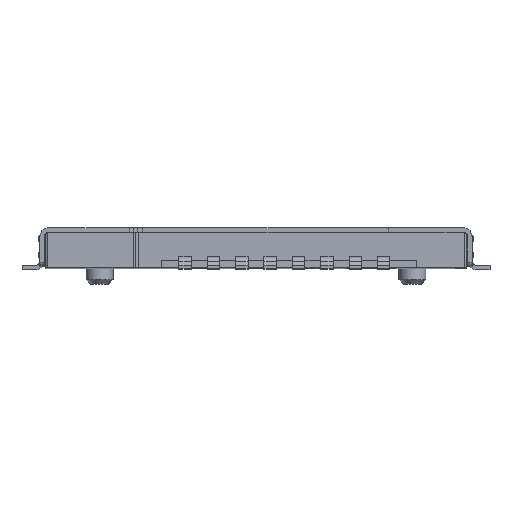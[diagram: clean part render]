
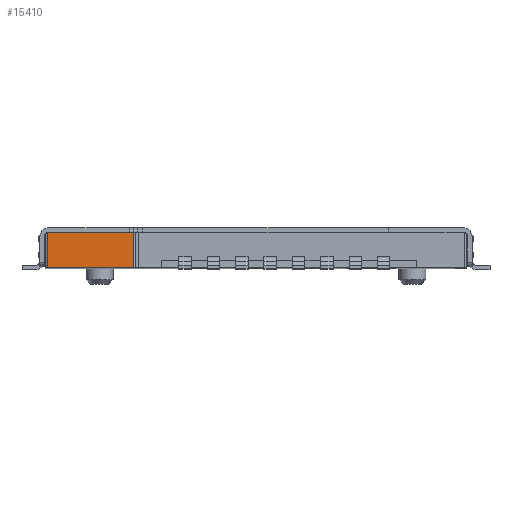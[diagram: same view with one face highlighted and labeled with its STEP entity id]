
A CAD part, top view. The second image highlights one B-rep face of the part: STEP entity #15410.
In plain terms, the highlighted planar face has unit normal (0, 0, 1).
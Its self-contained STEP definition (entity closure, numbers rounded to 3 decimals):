
#1097=DIRECTION('',(-1.,0.,0.));
#1098=VECTOR('',#1097,3.85);
#1099=CARTESIAN_POINT('',(3.95,0.,0.));
#1100=LINE('',#1099,#1098);
#1101=CARTESIAN_POINT('',(0.15,1.45,0.));
#1102=DIRECTION('',(0.,0.,-1.));
#1103=DIRECTION('',(-0.333,0.943,0.));
#1104=AXIS2_PLACEMENT_3D('',#1101,#1102,#1103);
#1106=DIRECTION('',(1.,0.,0.));
#1107=VECTOR('',#1106,3.8);
#1108=CARTESIAN_POINT('',(0.15,1.6,0.));
#1109=LINE('',#1108,#1107);
#1110=DIRECTION('',(0.,1.,0.));
#1111=VECTOR('',#1110,1.6);
#1112=CARTESIAN_POINT('',(3.95,0.,0.));
#1113=LINE('',#1112,#1111);
#1143=CARTESIAN_POINT('',(0.1,1.591,0.));
#1145=DIRECTION('',(0.,-1.,0.));
#1146=VECTOR('',#1145,1.591);
#1147=CARTESIAN_POINT('',(0.1,1.591,0.));
#1148=LINE('',#1147,#1146);
#10957=CARTESIAN_POINT('',(0.1,0.,0.));
#10959=VERTEX_POINT('',#10957);
#10960=CARTESIAN_POINT('',(3.95,0.,0.));
#10962=VERTEX_POINT('',#10960);
#11335=CARTESIAN_POINT('',(3.95,1.6,0.));
#11337=VERTEX_POINT('',#11335);
#11649=CARTESIAN_POINT('',(0.15,1.6,0.));
#11650=VERTEX_POINT('',#11649);
#11651=VERTEX_POINT('',#1143);
#15396=CARTESIAN_POINT('',(2.025,0.8,0.));
#15397=DIRECTION('',(0.,0.,1.));
#15398=DIRECTION('',(1.,0.,0.));
#15399=AXIS2_PLACEMENT_3D('',#15396,#15397,#15398);
#15400=PLANE('',#15399);
#15402=ORIENTED_EDGE('',*,*,#15401,.F.);
#15403=ORIENTED_EDGE('',*,*,#13815,.T.);
#15405=ORIENTED_EDGE('',*,*,#15404,.F.);
#15406=ORIENTED_EDGE('',*,*,#15381,.T.);
#15407=ORIENTED_EDGE('',*,*,#15370,.T.);
#15408=EDGE_LOOP('',(#15402,#15403,#15405,#15406,#15407));
#15409=FACE_OUTER_BOUND('',#15408,.F.);
#15410=ADVANCED_FACE('',(#15409),#15400,.T.);
#1105=CIRCLE('',#1104,0.15);
#13815=EDGE_CURVE('',#10962,#10959,#1100,.T.);
#15370=EDGE_CURVE('',#11650,#11337,#1109,.T.);
#15381=EDGE_CURVE('',#11651,#11650,#1105,.T.);
#15401=EDGE_CURVE('',#10962,#11337,#1113,.T.);
#15404=EDGE_CURVE('',#11651,#10959,#1148,.T.);
